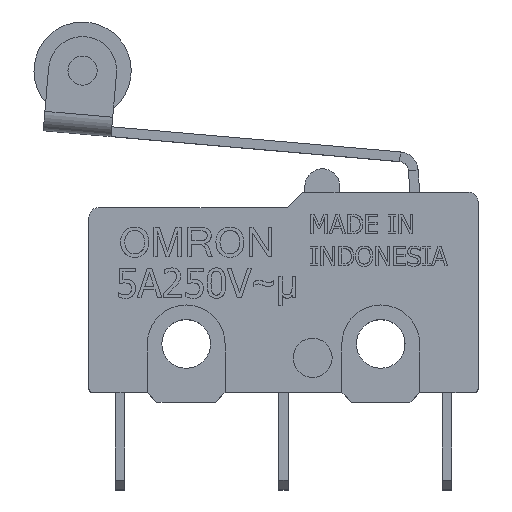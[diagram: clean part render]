
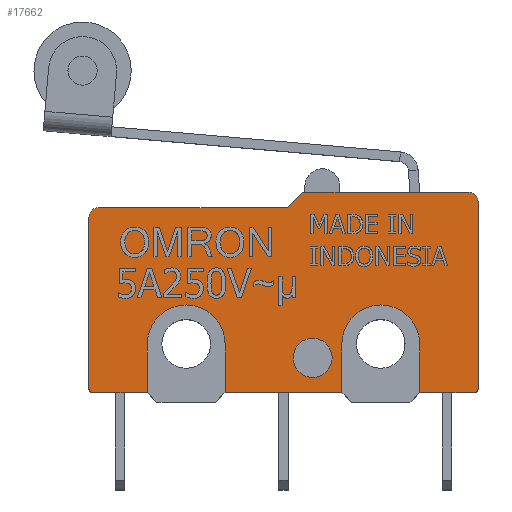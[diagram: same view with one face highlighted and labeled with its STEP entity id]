
A CAD part, top view. The second image highlights one B-rep face of the part: STEP entity #17662.
In plain terms, the highlighted planar face has unit normal (0, 0, 1).
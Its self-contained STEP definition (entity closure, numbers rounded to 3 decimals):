
#1268=FACE_BOUND('',#2992,.T.);
#1320=PLANE('',#18813);
#1959=FACE_OUTER_BOUND('',#2991,.T.);
#2991=EDGE_LOOP('',(#12338,#12339,#12340,#12341,#12342,#12343,#12344,#12345,
#12346,#12347,#12348,#12349,#12350,#12351,#12352,#12353,#12354,#12355));
#2992=EDGE_LOOP('',(#12356));
#4059=LINE('',#22884,#5933);
#4064=LINE('',#22898,#5938);
#4070=LINE('',#22913,#5944);
#4075=LINE('',#22927,#5949);
#4081=LINE('',#22940,#5955);
#4082=LINE('',#22942,#5956);
#4083=LINE('',#22946,#5957);
#4084=LINE('',#22950,#5958);
#4085=LINE('',#22952,#5959);
#4086=LINE('',#22954,#5960);
#4087=LINE('',#22958,#5961);
#4088=LINE('',#22961,#5962);
#5933=VECTOR('',#19542,10.);
#5938=VECTOR('',#19555,10.);
#5944=VECTOR('',#19567,10.);
#5949=VECTOR('',#19580,10.);
#5955=VECTOR('',#19592,10.);
#5956=VECTOR('',#19593,10.);
#5957=VECTOR('',#19596,10.);
#5958=VECTOR('',#19599,10.);
#5959=VECTOR('',#19600,10.);
#5960=VECTOR('',#19601,10.);
#5961=VECTOR('',#19604,10.);
#5962=VECTOR('',#19607,10.);
#7806=CIRCLE('',#18797,1.);
#7808=CIRCLE('',#18801,2.);
#7811=CIRCLE('',#18808,2.);
#7814=CIRCLE('',#18814,0.2);
#7815=CIRCLE('',#18815,0.5);
#7816=CIRCLE('',#18816,0.5);
#7817=CIRCLE('',#18817,0.2);
#7866=VERTEX_POINT('',#22876);
#7868=VERTEX_POINT('',#22882);
#7869=VERTEX_POINT('',#22883);
#7872=VERTEX_POINT('',#22891);
#7874=VERTEX_POINT('',#22897);
#7879=VERTEX_POINT('',#22911);
#7880=VERTEX_POINT('',#22912);
#7883=VERTEX_POINT('',#22920);
#7885=VERTEX_POINT('',#22926);
#7890=VERTEX_POINT('',#22941);
#7891=VERTEX_POINT('',#22943);
#7892=VERTEX_POINT('',#22945);
#7893=VERTEX_POINT('',#22947);
#7894=VERTEX_POINT('',#22949);
#7895=VERTEX_POINT('',#22951);
#7896=VERTEX_POINT('',#22953);
#7897=VERTEX_POINT('',#22955);
#7898=VERTEX_POINT('',#22957);
#7899=VERTEX_POINT('',#22959);
#9632=EDGE_CURVE('',#7866,#7866,#7806,.T.);
#9635=EDGE_CURVE('',#7868,#7869,#4059,.T.);
#9639=EDGE_CURVE('',#7869,#7872,#7808,.T.);
#9642=EDGE_CURVE('',#7872,#7874,#4064,.T.);
#9649=EDGE_CURVE('',#7879,#7880,#4070,.T.);
#9653=EDGE_CURVE('',#7880,#7883,#7811,.T.);
#9656=EDGE_CURVE('',#7883,#7885,#4075,.T.);
#9663=EDGE_CURVE('',#7874,#7879,#4081,.T.);
#9664=EDGE_CURVE('',#7885,#7890,#4082,.T.);
#9665=EDGE_CURVE('',#7891,#7890,#7814,.T.);
#9666=EDGE_CURVE('',#7891,#7892,#4083,.T.);
#9667=EDGE_CURVE('',#7893,#7892,#7815,.T.);
#9668=EDGE_CURVE('',#7893,#7894,#4084,.T.);
#9669=EDGE_CURVE('',#7894,#7895,#4085,.T.);
#9670=EDGE_CURVE('',#7895,#7896,#4086,.T.);
#9671=EDGE_CURVE('',#7897,#7896,#7816,.T.);
#9672=EDGE_CURVE('',#7897,#7898,#4087,.T.);
#9673=EDGE_CURVE('',#7899,#7898,#7817,.T.);
#9674=EDGE_CURVE('',#7899,#7868,#4088,.T.);
#12338=ORIENTED_EDGE('',*,*,#9635,.T.);
#12339=ORIENTED_EDGE('',*,*,#9639,.T.);
#12340=ORIENTED_EDGE('',*,*,#9642,.T.);
#12341=ORIENTED_EDGE('',*,*,#9663,.T.);
#12342=ORIENTED_EDGE('',*,*,#9649,.T.);
#12343=ORIENTED_EDGE('',*,*,#9653,.T.);
#12344=ORIENTED_EDGE('',*,*,#9656,.T.);
#12345=ORIENTED_EDGE('',*,*,#9664,.T.);
#12346=ORIENTED_EDGE('',*,*,#9665,.F.);
#12347=ORIENTED_EDGE('',*,*,#9666,.T.);
#12348=ORIENTED_EDGE('',*,*,#9667,.F.);
#12349=ORIENTED_EDGE('',*,*,#9668,.T.);
#12350=ORIENTED_EDGE('',*,*,#9669,.T.);
#12351=ORIENTED_EDGE('',*,*,#9670,.T.);
#12352=ORIENTED_EDGE('',*,*,#9671,.F.);
#12353=ORIENTED_EDGE('',*,*,#9672,.T.);
#12354=ORIENTED_EDGE('',*,*,#9673,.F.);
#12355=ORIENTED_EDGE('',*,*,#9674,.T.);
#12356=ORIENTED_EDGE('',*,*,#9632,.T.);
#17662=ADVANCED_FACE('',(#1959,#1268),#1320,.T.);
#18797=AXIS2_PLACEMENT_3D('',#22877,#19535,#19536);
#18801=AXIS2_PLACEMENT_3D('',#22892,#19548,#19549);
#18808=AXIS2_PLACEMENT_3D('',#22921,#19573,#19574);
#18813=AXIS2_PLACEMENT_3D('',#22939,#19590,#19591);
#18814=AXIS2_PLACEMENT_3D('',#22944,#19594,#19595);
#18815=AXIS2_PLACEMENT_3D('',#22948,#19597,#19598);
#18816=AXIS2_PLACEMENT_3D('',#22956,#19602,#19603);
#18817=AXIS2_PLACEMENT_3D('',#22960,#19605,#19606);
#19535=DIRECTION('center_axis',(0.,0.,-1.));
#19536=DIRECTION('ref_axis',(-1.,0.,0.));
#19542=DIRECTION('',(0.,1.,0.));
#19548=DIRECTION('center_axis',(0.,0.,-1.));
#19549=DIRECTION('ref_axis',(-1.,0.,0.));
#19555=DIRECTION('',(0.,-1.,0.));
#19567=DIRECTION('',(0.,1.,0.));
#19573=DIRECTION('center_axis',(0.,0.,-1.));
#19574=DIRECTION('ref_axis',(-1.,0.,0.));
#19580=DIRECTION('',(0.,-1.,0.));
#19590=DIRECTION('center_axis',(0.,0.,1.));
#19591=DIRECTION('ref_axis',(1.,0.,0.));
#19592=DIRECTION('',(1.,0.,0.));
#19593=DIRECTION('',(1.,0.,0.));
#19594=DIRECTION('center_axis',(0.,0.,-1.));
#19595=DIRECTION('ref_axis',(0.707,-0.707,0.));
#19596=DIRECTION('',(0.,1.,0.));
#19597=DIRECTION('center_axis',(0.,0.,-1.));
#19598=DIRECTION('ref_axis',(0.707,0.707,0.));
#19599=DIRECTION('',(-1.,0.,0.));
#19600=DIRECTION('',(-0.707,-0.707,0.));
#19601=DIRECTION('',(-1.,0.,0.));
#19602=DIRECTION('center_axis',(0.,0.,-1.));
#19603=DIRECTION('ref_axis',(-0.707,0.707,0.));
#19604=DIRECTION('',(0.,-1.,0.));
#19605=DIRECTION('center_axis',(0.,0.,-1.));
#19606=DIRECTION('ref_axis',(-0.707,-0.707,0.));
#19607=DIRECTION('',(1.,0.,0.));
#22876=CARTESIAN_POINT('',(12.5,1.784,3.));
#22877=CARTESIAN_POINT('Origin',(11.5,1.784,3.));
#22882=CARTESIAN_POINT('',(3.,0.,3.));
#22883=CARTESIAN_POINT('',(3.,2.5,3.));
#22884=CARTESIAN_POINT('',(3.,3.672,3.));
#22891=CARTESIAN_POINT('',(7.,2.5,3.));
#22892=CARTESIAN_POINT('Origin',(5.,2.5,3.));
#22897=CARTESIAN_POINT('',(7.,0.,3.));
#22898=CARTESIAN_POINT('',(7.,2.422,3.));
#22911=CARTESIAN_POINT('',(13.,0.,3.));
#22912=CARTESIAN_POINT('',(13.,2.5,3.));
#22913=CARTESIAN_POINT('',(13.,3.672,3.));
#22920=CARTESIAN_POINT('',(17.,2.5,3.));
#22921=CARTESIAN_POINT('Origin',(15.,2.5,3.));
#22926=CARTESIAN_POINT('',(17.,0.,3.));
#22927=CARTESIAN_POINT('',(17.,2.422,3.));
#22939=CARTESIAN_POINT('Origin',(10.134,4.844,3.));
#22940=CARTESIAN_POINT('',(13.,0.,3.));
#22941=CARTESIAN_POINT('',(19.8,0.,3.));
#22942=CARTESIAN_POINT('',(20.,0.,3.));
#22943=CARTESIAN_POINT('',(20.,0.2,3.));
#22944=CARTESIAN_POINT('Origin',(19.8,0.2,3.));
#22945=CARTESIAN_POINT('',(20.,9.8,3.));
#22946=CARTESIAN_POINT('',(20.,10.3,3.));
#22947=CARTESIAN_POINT('',(19.5,10.3,3.));
#22948=CARTESIAN_POINT('Origin',(19.5,9.8,3.));
#22949=CARTESIAN_POINT('',(11.,10.3,3.));
#22950=CARTESIAN_POINT('',(11.,10.3,3.));
#22951=CARTESIAN_POINT('',(10.2,9.5,3.));
#22952=CARTESIAN_POINT('',(10.2,9.5,3.));
#22953=CARTESIAN_POINT('',(0.5,9.5,3.));
#22954=CARTESIAN_POINT('',(0.,9.5,3.));
#22955=CARTESIAN_POINT('',(0.,9.,3.));
#22956=CARTESIAN_POINT('Origin',(0.5,9.,3.));
#22957=CARTESIAN_POINT('',(0.,0.2,3.));
#22958=CARTESIAN_POINT('',(0.,0.,3.));
#22959=CARTESIAN_POINT('',(0.2,0.,3.));
#22960=CARTESIAN_POINT('Origin',(0.2,0.2,3.));
#22961=CARTESIAN_POINT('',(3.,0.,3.));
